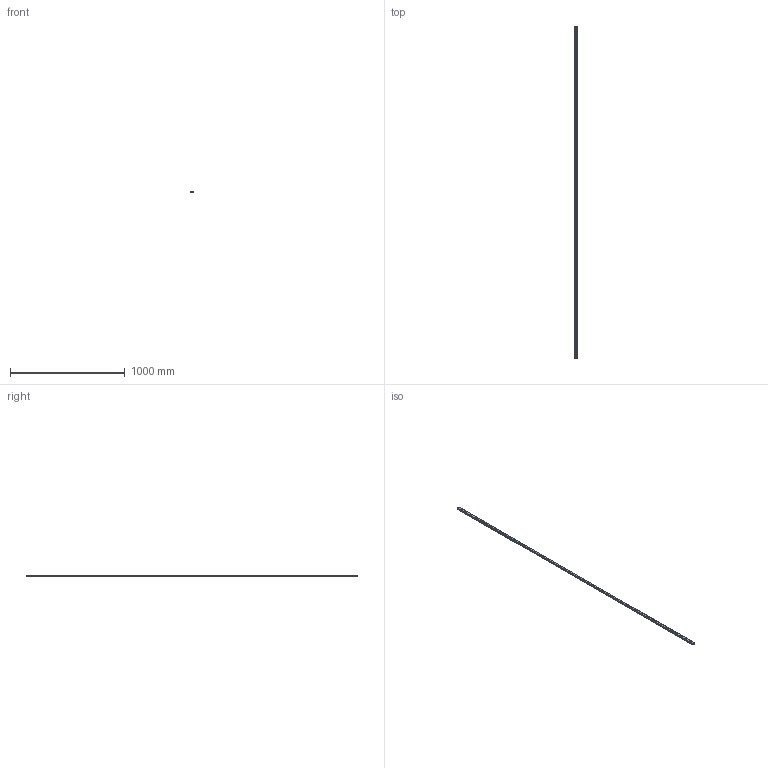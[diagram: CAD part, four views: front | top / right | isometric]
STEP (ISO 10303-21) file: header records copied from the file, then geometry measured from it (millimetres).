
FILE_DESCRIPTION(('STEP AP214'),'1');
FILE_NAME('cctmp_B87B936C-9ACB-4568-A6B3-666AAA2E15B4_2021_02_09_11_50_47_0609..stp','2021-02-09T10:50:47',('HIWIN GmbH'),('CADClick - www.CADClick.com'),'Spatial InterOp 3D',' ','unknown authorization');
FILE_SCHEMA(('AUTOMOTIVE_DESIGN'));
Length unit declared in the file: millimetre
Products named in the file (1): EGR20R2890C_FILE
Bounding box: 20 x 2890 x 15.5 mm (x, y, z)
Volume: 775659.7 mm3; surface area: 231027.4 mm2
Topology: 1 solids, 1 shells, 679 faces, 1539 edges, 962 vertices
Faces by surface type: plane 373, cylinder 306
Entity records: 24597 total; most frequent: DIRECTION 3703, CARTESIAN_POINT 3181, ORIENTED_EDGE 3078, EDGE_CURVE 1539, AXIS2_PLACEMENT_3D 1484, VERTEX_POINT 962, EDGE_LOOP 779, LINE 735
